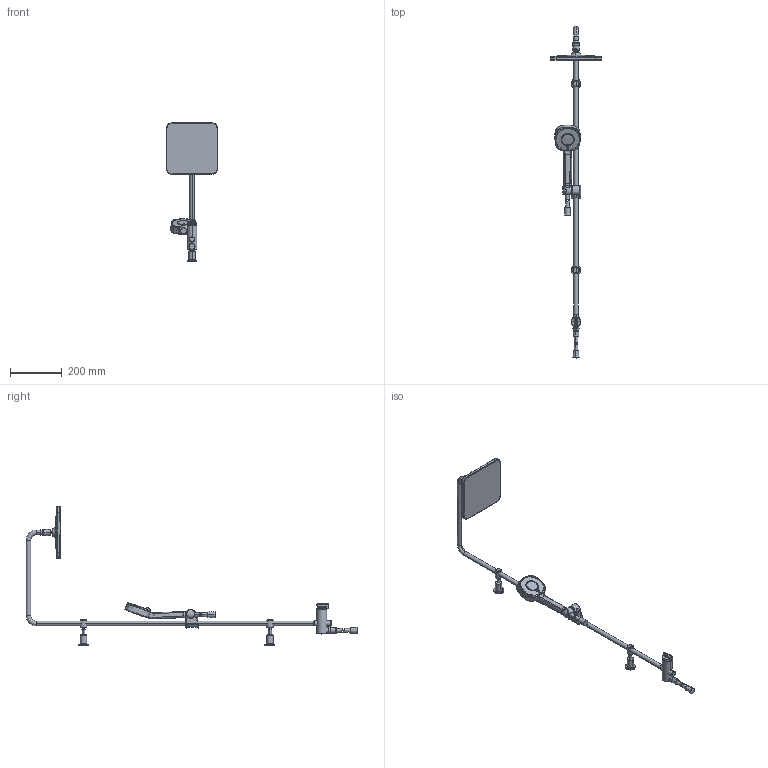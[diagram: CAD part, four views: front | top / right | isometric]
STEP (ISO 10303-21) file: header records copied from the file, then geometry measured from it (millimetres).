
FILE_DESCRIPTION (( 'STEP AP203' ), '1' );
FILE_NAME ('44380300(2021).STEP', '2020-12-11T11:51:08', ( '' ), ( '' ), 'SwSTEP 2.0', 'SolidWorks 2016', '' );
FILE_SCHEMA (( 'CONFIG_CONTROL_DESIGN' ));
Products named in the file (1): 44380300(2021)
Bounding box: 199.55 x 1278.21 x 534.36 mm (x, y, z)
Volume: 1801659.4 mm3; surface area: 327950.3 mm2
Topology: 26 solids, 26 shells, 516 faces, 1121 edges, 659 vertices
Faces by surface type: bspline 210, torus 89, cylinder 84, plane 75, cone 44, sphere 14
Entity records: 50802 total; most frequent: CARTESIAN_POINT 41018, ORIENTED_EDGE 2222, DIRECTION 1686, EDGE_CURVE 1111, AXIS2_PLACEMENT_3D 765, VERTEX_POINT 659, EDGE_LOOP 528, FACE_OUTER_BOUND 516
